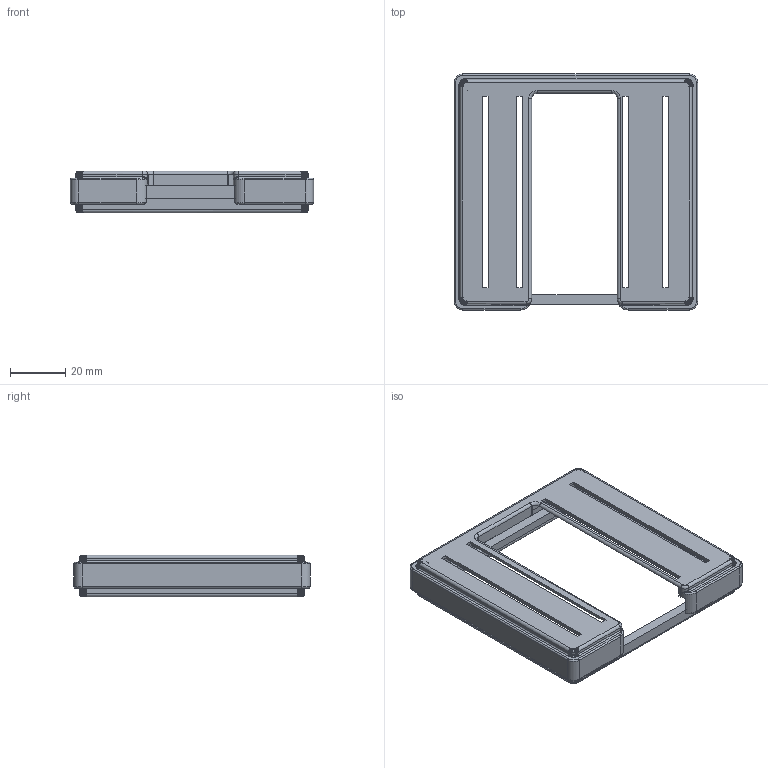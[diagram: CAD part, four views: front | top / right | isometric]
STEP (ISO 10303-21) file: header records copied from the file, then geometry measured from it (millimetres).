
FILE_DESCRIPTION(/* description */ (''),/* implementation_level */ '2;1');
FILE_NAME(/* name */ 'MixuinoPCB.step',/* time_stamp */ '2024-07-04T19:52:50+02:00',/* author */ (''),/* organization */ (''),/* preprocessor_version */ 'ST-DEVELOPER v20',/* originating_system */ 'Autodesk Translation Framework v13.14.0.145',/* authorisation */ '');
FILE_SCHEMA (('AUTOMOTIVE_DESIGN { 1 0 10303 214 3 1 1 }'));
Length unit declared in the file: millimetre
Products named in the file (1): MixuinoPCB (v7~recovered)
Bounding box: 87.82 x 85.28 x 15 mm (x, y, z)
Volume: 21856.4 mm3; surface area: 22543.5 mm2
Topology: 2 solids, 2 shells, 568 faces, 1393 edges, 817 vertices
Faces by surface type: cylinder 262, plane 173, torus 129, bspline 4
Full cylindrical faces by diameter (mm): 3 x4
Entity records: 20656 total; most frequent: CARTESIAN_POINT 7687, ORIENTED_EDGE 2720, DIRECTION 2686, EDGE_CURVE 1360, AXIS2_PLACEMENT_3D 975, VERTEX_POINT 800, LINE 736, VECTOR 736
